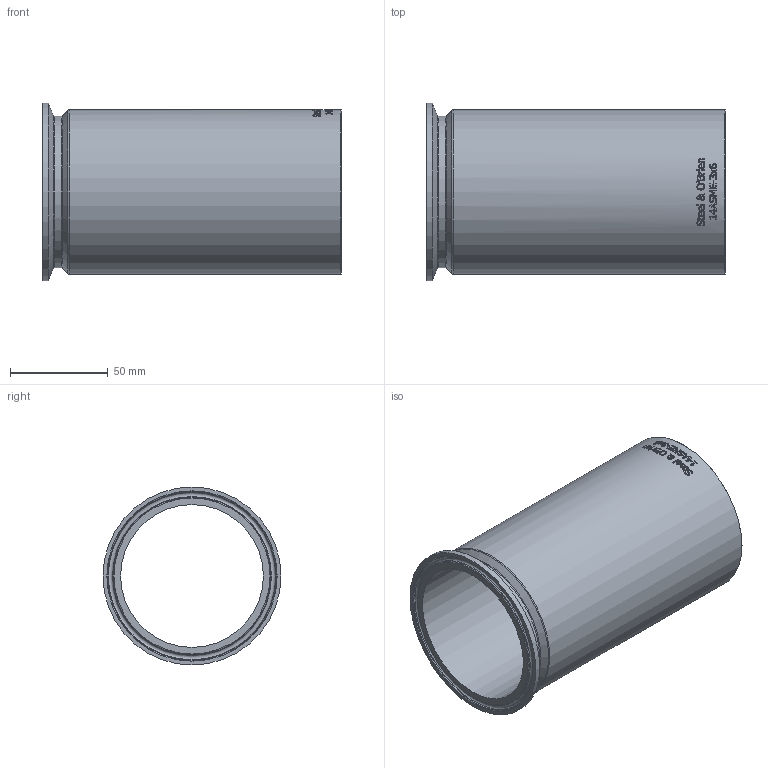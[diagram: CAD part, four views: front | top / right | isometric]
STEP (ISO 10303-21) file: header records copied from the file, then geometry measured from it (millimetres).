
FILE_DESCRIPTION(/* description */ (''),/* implementation_level */ '2;1');
FILE_NAME(/* name */ '14ASME-3X6.stp',/* time_stamp */ '2021-09-22T16:02:00-04:00',/* author */ ('rick'),/* organization */ (''),/* preprocessor_version */ 'ST-DEVELOPER v18',/* originating_system */ 'Autodesk Inventor 2020',/* authorisation */ '');
FILE_SCHEMA (('AUTOMOTIVE_DESIGN { 1 0 10303 214 3 1 1 }'));
Length unit declared in the file: inch
Products named in the file (1): 14ASME-3X6
Bounding box: 152.4 x 90.91 x 90.91 mm (x, y, z)
Volume: 206804.7 mm3; surface area: 80739.8 mm2
Topology: 1 solids, 1 shells, 398 faces, 1098 edges, 738 vertices
Faces by surface type: bspline 174, plane 173, cylinder 39, torus 8, cone 4
Full cylindrical faces by diameter (mm): 72.898 x1, 77.47 x1, 84.074 x1, 90.907 x1
Entity records: 16404 total; most frequent: CARTESIAN_POINT 7083, ORIENTED_EDGE 2196, DIRECTION 1468, EDGE_CURVE 1098, VERTEX_POINT 738, AXIS2_PLACEMENT_3D 493, LINE 482, VECTOR 482
